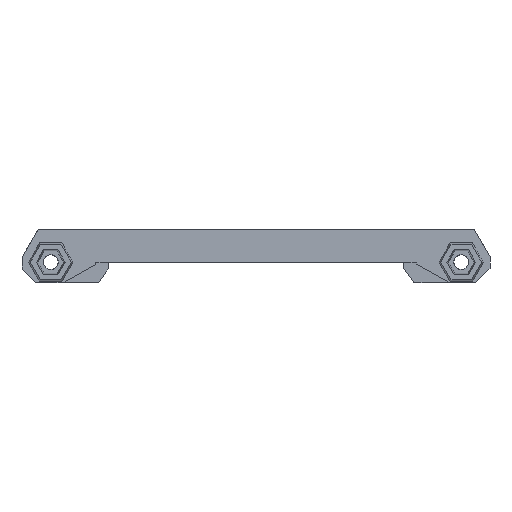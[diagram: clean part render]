
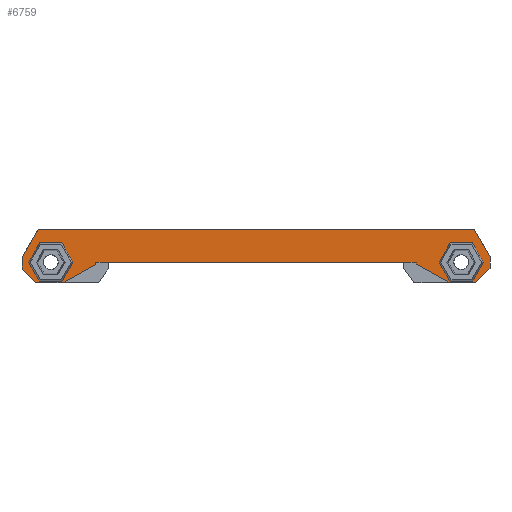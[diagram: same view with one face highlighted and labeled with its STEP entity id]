
A CAD part, front view. The second image highlights one B-rep face of the part: STEP entity #6759.
In plain terms, the highlighted planar face has unit normal (0, -1, 0).
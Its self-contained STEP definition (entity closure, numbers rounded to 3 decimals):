
#103=FACE_BOUND('',#1038,.T.);
#104=FACE_BOUND('',#1039,.T.);
#644=FACE_OUTER_BOUND('',#1037,.T.);
#1037=EDGE_LOOP('',(#6113,#6114,#6115,#6116,#6117,#6118,#6119,#6120,#6121,
#6122,#6123,#6124,#6125,#6126,#6127,#6128));
#1038=EDGE_LOOP('',(#6129,#6130,#6131,#6132,#6133,#6134));
#1039=EDGE_LOOP('',(#6135,#6136,#6137,#6138,#6139,#6140));
#1389=LINE('',#10309,#2170);
#1391=LINE('',#10315,#2172);
#1437=LINE('',#10403,#2218);
#1547=LINE('',#10619,#2328);
#1563=LINE('',#10644,#2344);
#1573=LINE('',#10663,#2354);
#1682=LINE('',#10865,#2463);
#1687=LINE('',#10876,#2468);
#1690=LINE('',#10880,#2471);
#1695=LINE('',#10889,#2476);
#1736=LINE('',#10967,#2517);
#1744=LINE('',#10982,#2525);
#1745=LINE('',#10990,#2526);
#1746=LINE('',#11009,#2527);
#1786=LINE('',#11093,#2567);
#1789=LINE('',#11099,#2570);
#1792=LINE('',#11105,#2573);
#1795=LINE('',#11111,#2576);
#1798=LINE('',#11117,#2579);
#1800=LINE('',#11120,#2581);
#1801=LINE('',#11123,#2582);
#1805=LINE('',#11133,#2586);
#1808=LINE('',#11139,#2589);
#1811=LINE('',#11145,#2592);
#1814=LINE('',#11151,#2595);
#1817=LINE('',#11157,#2598);
#1819=LINE('',#11160,#2600);
#1820=LINE('',#11165,#2601);
#2170=VECTOR('',#8284,10.);
#2172=VECTOR('',#8288,10.);
#2218=VECTOR('',#8336,10.);
#2328=VECTOR('',#8490,10.);
#2344=VECTOR('',#8514,10.);
#2354=VECTOR('',#8526,10.);
#2463=VECTOR('',#8703,10.);
#2468=VECTOR('',#8712,10.);
#2471=VECTOR('',#8717,10.);
#2476=VECTOR('',#8728,10.);
#2517=VECTOR('',#8823,10.);
#2525=VECTOR('',#8845,1.);
#2526=VECTOR('',#8860,1.);
#2527=VECTOR('',#8897,10.);
#2567=VECTOR('',#8969,10.);
#2570=VECTOR('',#8974,10.);
#2573=VECTOR('',#8979,10.);
#2576=VECTOR('',#8984,10.);
#2579=VECTOR('',#8989,10.);
#2581=VECTOR('',#8993,10.);
#2582=VECTOR('',#8998,1.);
#2586=VECTOR('',#9006,10.);
#2589=VECTOR('',#9011,10.);
#2592=VECTOR('',#9016,10.);
#2595=VECTOR('',#9021,10.);
#2598=VECTOR('',#9026,10.);
#2600=VECTOR('',#9030,10.);
#2601=VECTOR('',#9039,1.);
#2980=VERTEX_POINT('',#10303);
#2982=VERTEX_POINT('',#10307);
#2983=VERTEX_POINT('',#10311);
#2985=VERTEX_POINT('',#10314);
#3025=VERTEX_POINT('',#10400);
#3026=VERTEX_POINT('',#10402);
#3109=VERTEX_POINT('',#10616);
#3110=VERTEX_POINT('',#10618);
#3115=VERTEX_POINT('',#10643);
#3122=VERTEX_POINT('',#10660);
#3123=VERTEX_POINT('',#10662);
#3181=VERTEX_POINT('',#10862);
#3182=VERTEX_POINT('',#10864);
#3185=VERTEX_POINT('',#10874);
#3186=VERTEX_POINT('',#10875);
#3187=VERTEX_POINT('',#10888);
#3223=VERTEX_POINT('',#11087);
#3225=VERTEX_POINT('',#11091);
#3227=VERTEX_POINT('',#11096);
#3229=VERTEX_POINT('',#11102);
#3231=VERTEX_POINT('',#11108);
#3233=VERTEX_POINT('',#11114);
#3235=VERTEX_POINT('',#11127);
#3237=VERTEX_POINT('',#11131);
#3239=VERTEX_POINT('',#11136);
#3241=VERTEX_POINT('',#11142);
#3243=VERTEX_POINT('',#11148);
#3245=VERTEX_POINT('',#11154);
#3779=EDGE_CURVE('',#2980,#2982,#1389,.T.);
#3781=EDGE_CURVE('',#2985,#2983,#1391,.T.);
#3827=EDGE_CURVE('',#3026,#3025,#1437,.T.);
#3937=EDGE_CURVE('',#3110,#3109,#1547,.T.);
#3953=EDGE_CURVE('',#3115,#3110,#1563,.T.);
#3963=EDGE_CURVE('',#3123,#3122,#1573,.T.);
#4072=EDGE_CURVE('',#3182,#3181,#1682,.T.);
#4077=EDGE_CURVE('',#3185,#3186,#1687,.T.);
#4080=EDGE_CURVE('',#3186,#2985,#1690,.T.);
#4085=EDGE_CURVE('',#3187,#3115,#1695,.T.);
#4126=EDGE_CURVE('',#3123,#3025,#1736,.T.);
#4134=EDGE_CURVE('',#2983,#3187,#1744,.T.);
#4135=EDGE_CURVE('',#3109,#2980,#1745,.T.);
#4136=EDGE_CURVE('',#2982,#3026,#1746,.T.);
#4176=EDGE_CURVE('',#3225,#3223,#1786,.T.);
#4179=EDGE_CURVE('',#3227,#3223,#1789,.T.);
#4182=EDGE_CURVE('',#3229,#3227,#1792,.T.);
#4185=EDGE_CURVE('',#3231,#3229,#1795,.T.);
#4188=EDGE_CURVE('',#3231,#3233,#1798,.T.);
#4190=EDGE_CURVE('',#3233,#3225,#1800,.T.);
#4191=EDGE_CURVE('',#3181,#3185,#1801,.T.);
#4195=EDGE_CURVE('',#3237,#3235,#1805,.T.);
#4198=EDGE_CURVE('',#3235,#3239,#1808,.T.);
#4201=EDGE_CURVE('',#3239,#3241,#1811,.T.);
#4204=EDGE_CURVE('',#3241,#3243,#1814,.T.);
#4207=EDGE_CURVE('',#3243,#3245,#1817,.T.);
#4209=EDGE_CURVE('',#3245,#3237,#1819,.T.);
#4210=EDGE_CURVE('',#3182,#3122,#1820,.T.);
#6113=ORIENTED_EDGE('',*,*,#3937,.T.);
#6114=ORIENTED_EDGE('',*,*,#4135,.T.);
#6115=ORIENTED_EDGE('',*,*,#3779,.T.);
#6116=ORIENTED_EDGE('',*,*,#4136,.T.);
#6117=ORIENTED_EDGE('',*,*,#3827,.T.);
#6118=ORIENTED_EDGE('',*,*,#4126,.F.);
#6119=ORIENTED_EDGE('',*,*,#3963,.T.);
#6120=ORIENTED_EDGE('',*,*,#4210,.F.);
#6121=ORIENTED_EDGE('',*,*,#4072,.T.);
#6122=ORIENTED_EDGE('',*,*,#4191,.T.);
#6123=ORIENTED_EDGE('',*,*,#4077,.T.);
#6124=ORIENTED_EDGE('',*,*,#4080,.T.);
#6125=ORIENTED_EDGE('',*,*,#3781,.T.);
#6126=ORIENTED_EDGE('',*,*,#4134,.T.);
#6127=ORIENTED_EDGE('',*,*,#4085,.T.);
#6128=ORIENTED_EDGE('',*,*,#3953,.T.);
#6129=ORIENTED_EDGE('',*,*,#4176,.F.);
#6130=ORIENTED_EDGE('',*,*,#4190,.F.);
#6131=ORIENTED_EDGE('',*,*,#4188,.F.);
#6132=ORIENTED_EDGE('',*,*,#4185,.T.);
#6133=ORIENTED_EDGE('',*,*,#4182,.T.);
#6134=ORIENTED_EDGE('',*,*,#4179,.T.);
#6135=ORIENTED_EDGE('',*,*,#4201,.F.);
#6136=ORIENTED_EDGE('',*,*,#4198,.F.);
#6137=ORIENTED_EDGE('',*,*,#4195,.F.);
#6138=ORIENTED_EDGE('',*,*,#4209,.F.);
#6139=ORIENTED_EDGE('',*,*,#4207,.F.);
#6140=ORIENTED_EDGE('',*,*,#4204,.F.);
#6424=PLANE('',#7260);
#6759=ADVANCED_FACE('',(#644,#103,#104),#6424,.F.);
#7260=AXIS2_PLACEMENT_3D('',#11166,#9040,#9041);
#8284=DIRECTION('',(0.707,0.,0.707));
#8288=DIRECTION('',(1.,0.,0.));
#8336=DIRECTION('',(-0.5,0.,0.866));
#8490=DIRECTION('',(0.875,0.,-0.485));
#8514=DIRECTION('',(0.,0.,-1.));
#8526=DIRECTION('',(-0.5,0.,-0.866));
#8703=DIRECTION('',(0.707,0.,-0.707));
#8712=DIRECTION('',(0.875,0.,0.485));
#8717=DIRECTION('',(0.,0.,1.));
#8728=DIRECTION('',(1.,0.,0.));
#8823=DIRECTION('',(1.,0.,0.));
#8845=DIRECTION('',(1.,0.,0.));
#8860=DIRECTION('',(1.,0.,0.));
#8897=DIRECTION('',(0.,0.,1.));
#8969=DIRECTION('',(-0.5,0.,-0.866));
#8974=DIRECTION('',(-0.5,0.,0.866));
#8979=DIRECTION('',(-1.,0.,0.));
#8984=DIRECTION('',(-0.5,0.,-0.866));
#8989=DIRECTION('',(-0.5,0.,0.866));
#8993=DIRECTION('',(-1.,0.,0.));
#8998=DIRECTION('',(1.,0.,0.));
#9006=DIRECTION('',(-0.5,0.,0.866));
#9011=DIRECTION('',(-1.,0.,0.));
#9016=DIRECTION('',(-0.5,0.,-0.866));
#9021=DIRECTION('',(0.5,0.,-0.866));
#9026=DIRECTION('',(1.,0.,0.));
#9030=DIRECTION('',(0.5,0.,0.866));
#9039=DIRECTION('',(0.,0.,1.));
#9040=DIRECTION('center_axis',(0.,1.,0.));
#9041=DIRECTION('ref_axis',(0.,0.,-1.));
#10303=CARTESIAN_POINT('',(53.5,-3.,220.));
#10307=CARTESIAN_POINT('',(57.,-3.,223.5));
#10309=CARTESIAN_POINT('',(38.25,-3.,204.75));
#10311=CARTESIAN_POINT('',(-36.,-3.,225.));
#10314=CARTESIAN_POINT('',(-39.,-3.,225.));
#10315=CARTESIAN_POINT('',(-19.5,-3.,225.));
#10400=CARTESIAN_POINT('',(53.149,-3.,233.));
#10402=CARTESIAN_POINT('',(57.,-3.,226.33));
#10403=CARTESIAN_POINT('',(49.789,-3.,238.82));
#10616=CARTESIAN_POINT('',(47.162,-3.,220.));
#10618=CARTESIAN_POINT('',(39.,-3.,224.524));
#10619=CARTESIAN_POINT('',(30.99,-3.,228.964));
#10643=CARTESIAN_POINT('',(39.,-3.,225.));
#10644=CARTESIAN_POINT('',(39.,-3.,218.75));
#10660=CARTESIAN_POINT('',(-57.,-3.,226.177));
#10662=CARTESIAN_POINT('',(-53.061,-3.,233.));
#10663=CARTESIAN_POINT('',(-48.846,-3.,240.3));
#10862=CARTESIAN_POINT('',(-53.716,-3.,220.));
#10864=CARTESIAN_POINT('',(-57.,-3.,223.284));
#10865=CARTESIAN_POINT('',(-45.483,-3.,211.767));
#10874=CARTESIAN_POINT('',(-46.98,-3.,220.));
#10875=CARTESIAN_POINT('',(-39.,-3.,224.423));
#10876=CARTESIAN_POINT('',(-30.871,-3.,228.929));
#10880=CARTESIAN_POINT('',(-39.,-3.,218.75));
#10888=CARTESIAN_POINT('',(36.,-3.,225.));
#10889=CARTESIAN_POINT('',(-19.5,-3.,225.));
#10967=CARTESIAN_POINT('',(0.,-3.,233.));
#10982=CARTESIAN_POINT('',(-55.,-3.,225.));
#10990=CARTESIAN_POINT('',(36.,-3.,220.));
#11009=CARTESIAN_POINT('',(57.,-3.,232.5));
#11087=CARTESIAN_POINT('',(-55.405,-3.,225.));
#11091=CARTESIAN_POINT('',(-52.703,-3.,229.681));
#11093=CARTESIAN_POINT('',(-52.703,-3.,229.681));
#11096=CARTESIAN_POINT('',(-52.703,-3.,220.319));
#11099=CARTESIAN_POINT('',(-53.847,-3.,222.3));
#11102=CARTESIAN_POINT('',(-47.297,-3.,220.319));
#11105=CARTESIAN_POINT('',(-53.5,-3.,220.319));
#11108=CARTESIAN_POINT('',(-44.595,-3.,225.));
#11111=CARTESIAN_POINT('',(-47.903,-3.,219.269));
#11114=CARTESIAN_POINT('',(-47.297,-3.,229.681));
#11117=CARTESIAN_POINT('',(-44.595,-3.,225.));
#11120=CARTESIAN_POINT('',(-47.297,-3.,229.681));
#11123=CARTESIAN_POINT('',(-57.,-3.,220.));
#11127=CARTESIAN_POINT('',(52.703,-3.,229.681));
#11131=CARTESIAN_POINT('',(55.405,-3.,225.));
#11133=CARTESIAN_POINT('',(55.405,-3.,225.));
#11136=CARTESIAN_POINT('',(47.297,-3.,229.681));
#11139=CARTESIAN_POINT('',(52.703,-3.,229.681));
#11142=CARTESIAN_POINT('',(44.595,-3.,225.));
#11145=CARTESIAN_POINT('',(47.297,-3.,229.681));
#11148=CARTESIAN_POINT('',(47.297,-3.,220.319));
#11151=CARTESIAN_POINT('',(44.595,-3.,225.));
#11154=CARTESIAN_POINT('',(52.703,-3.,220.319));
#11157=CARTESIAN_POINT('',(47.297,-3.,220.319));
#11160=CARTESIAN_POINT('',(52.703,-3.,220.319));
#11165=CARTESIAN_POINT('',(-57.,-3.,220.));
#11166=CARTESIAN_POINT('Origin',(0.,-3.,232.5));
